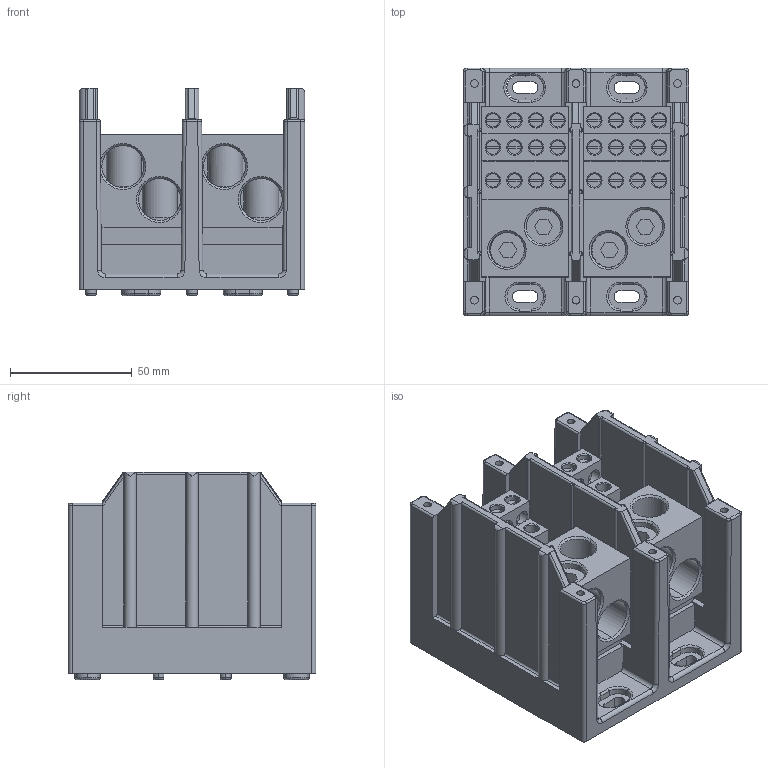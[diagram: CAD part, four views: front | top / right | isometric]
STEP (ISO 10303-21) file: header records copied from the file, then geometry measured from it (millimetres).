
FILE_DESCRIPTION (( 'STEP AP214' ), '1' );
FILE_NAME ('PB5122.STEP', '2014-12-17T20:08:24', ( '' ), ( '' ), 'SwSTEP 2.0', 'SolidWorks 2014', '' );
FILE_SCHEMA (( 'AUTOMOTIVE_DESIGN' ));
Length unit declared in the file: inch
Products named in the file (1): PB5122
Bounding box: 92.47 x 101.6 x 85.09 mm (x, y, z)
Volume: 302818.6 mm3; surface area: 133933 mm2
Topology: 6 solids, 6 shells, 1273 faces, 3578 edges, 2226 vertices
Faces by surface type: cylinder 535, plane 518, torus 136, cone 68, bspline 16
Entity records: 62051 total; most frequent: CARTESIAN_POINT 12605, ORIENTED_EDGE 7140, DIRECTION 6943, EDGE_CURVE 3570, AXIS2_PLACEMENT_3D 2596, VERTEX_POINT 2226, LINE 1751, VECTOR 1751
